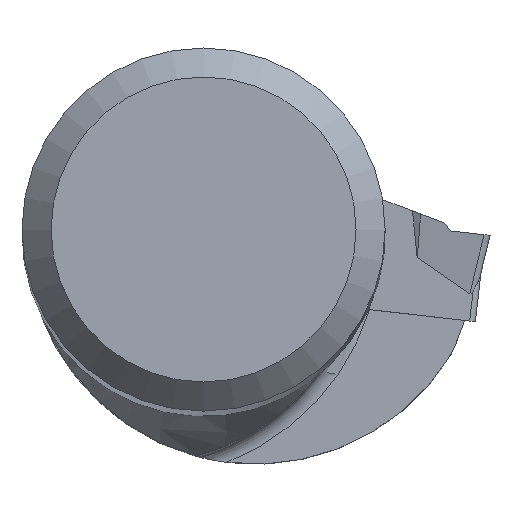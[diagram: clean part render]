
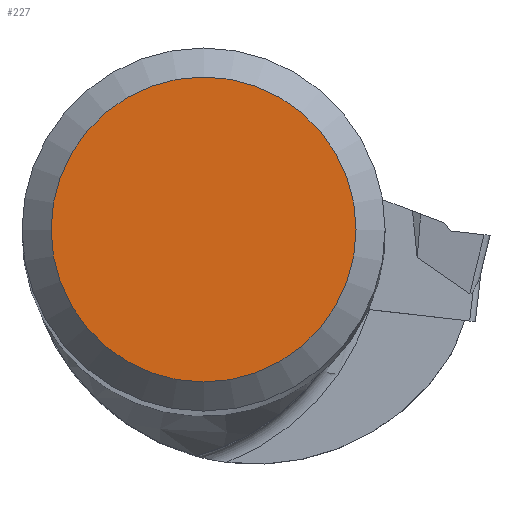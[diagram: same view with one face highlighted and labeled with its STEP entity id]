
A CAD part, top view. The second image highlights one B-rep face of the part: STEP entity #227.
In plain terms, the highlighted planar face has unit normal (0, 0, 1).
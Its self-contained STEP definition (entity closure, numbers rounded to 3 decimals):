
#138=CIRCLE('',#1438,8.);
#227=ADVANCED_FACE('',(#332),#288,.F.);
#288=PLANE('',#1439);
#332=FACE_OUTER_BOUND('',#401,.T.);
#401=EDGE_LOOP('',(#532));
#532=ORIENTED_EDGE('',*,*,#1009,.T.);
#873=VERTEX_POINT('',#2075);
#1009=EDGE_CURVE('',#873,#873,#138,.T.);
#1438=AXIS2_PLACEMENT_3D('',#2074,#1586,#1587);
#1439=AXIS2_PLACEMENT_3D('',#2076,#1588,#1589);
#1586=DIRECTION('',(0.,0.,1.));
#1587=DIRECTION('',(0.,1.,0.));
#1588=DIRECTION('',(0.,0.,-1.));
#1589=DIRECTION('',(0.,1.,0.));
#2074=CARTESIAN_POINT('',(0.,0.,0.));
#2075=CARTESIAN_POINT('',(0.,8.,0.));
#2076=CARTESIAN_POINT('',(0.,0.,0.));
